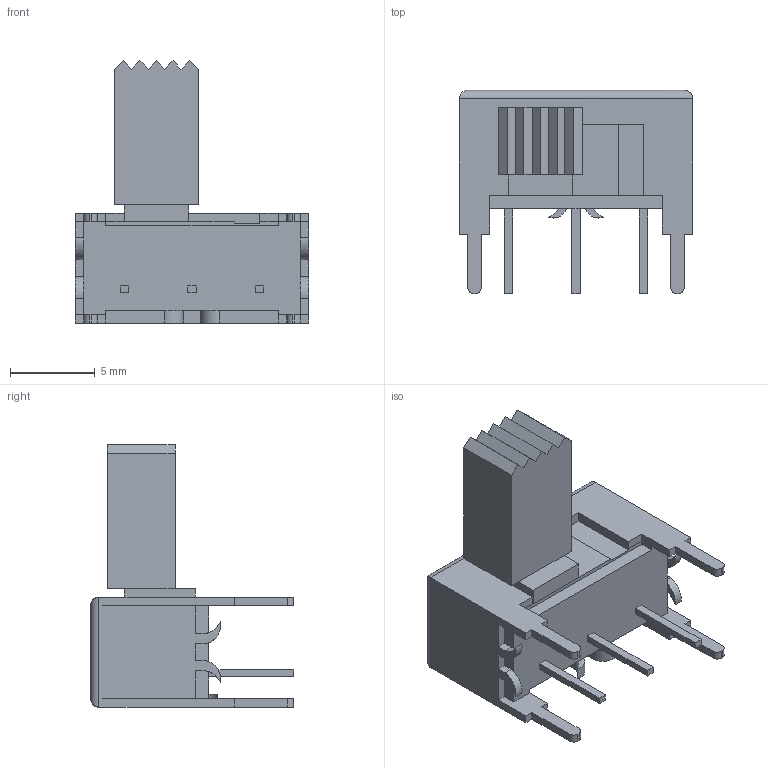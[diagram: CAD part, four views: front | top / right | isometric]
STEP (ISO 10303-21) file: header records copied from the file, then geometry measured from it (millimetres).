
FILE_DESCRIPTION (( 'STEP AP214' ), '1' );
FILE_NAME ('EG1224.STEP', '2022-02-08T13:27:21', ( '' ), ( '' ), 'SwSTEP 2.0', 'SolidWorks 2018', '' );
FILE_SCHEMA (( 'AUTOMOTIVE_DESIGN' ));
Length unit declared in the file: millimetre
Products named in the file (1): EG1224
Bounding box: 13.8 x 12 x 15.5 mm (x, y, z)
Volume: 788.4 mm3; surface area: 775.2 mm2
Topology: 1 solids, 1 shells, 164 faces, 448 edges, 291 vertices
Faces by surface type: plane 140, cylinder 24
Entity records: 5563 total; most frequent: CARTESIAN_POINT 916, ORIENTED_EDGE 896, DIRECTION 826, EDGE_CURVE 448, LINE 392, VECTOR 392, VERTEX_POINT 291, AXIS2_PLACEMENT_3D 217
